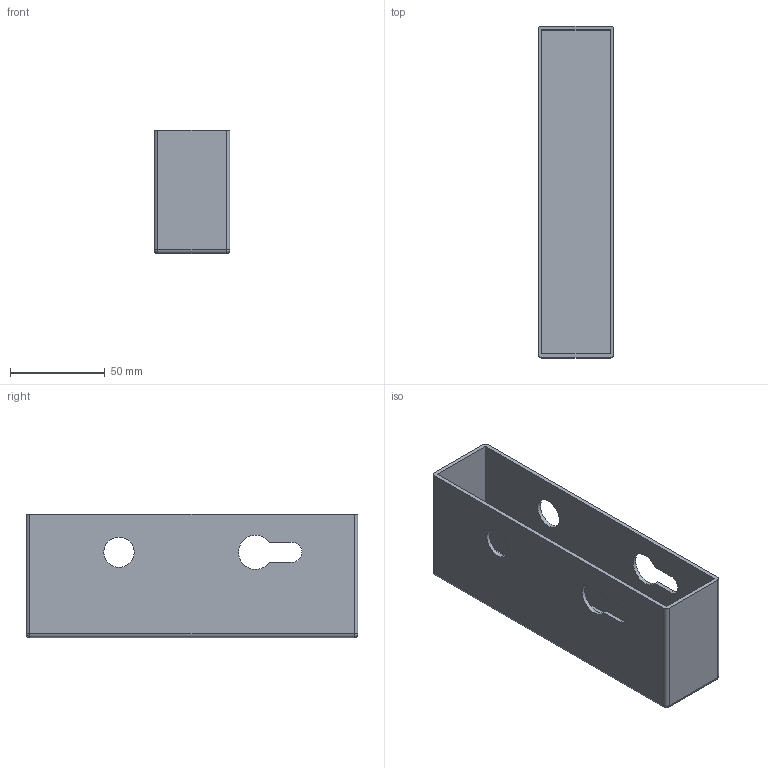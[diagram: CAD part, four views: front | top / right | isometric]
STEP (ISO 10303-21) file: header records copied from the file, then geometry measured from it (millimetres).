
FILE_DESCRIPTION(/* description */ (''),/* implementation_level */ '2;1');
FILE_NAME(/* name */ '0954C40.stp',/* time_stamp */ '2020-05-27T09:09:40+02:00',/* author */ ('Giuliano'),/* organization */ (''),/* preprocessor_version */ 'ST-DEVELOPER v17.2',/* originating_system */ 'Autodesk Inventor 2019',/* authorisation */ '');
FILE_SCHEMA (('AUTOMOTIVE_DESIGN { 1 0 10303 214 3 1 1 }'));
Length unit declared in the file: millimetre
Products named in the file (1): 954 C40
Bounding box: 40 x 175 x 65 mm (x, y, z)
Volume: 64136.6 mm3; surface area: 65529.4 mm2
Topology: 1 solids, 1 shells, 33 faces, 82 edges, 48 vertices
Faces by surface type: plane 15, cylinder 14, sphere 4
Full cylindrical faces by diameter (mm): 16 x2
Entity records: 1001 total; most frequent: DIRECTION 174, CARTESIAN_POINT 160, ORIENTED_EDGE 156, EDGE_CURVE 78, AXIS2_PLACEMENT_3D 62, LINE 50, VECTOR 50, VERTEX_POINT 48
